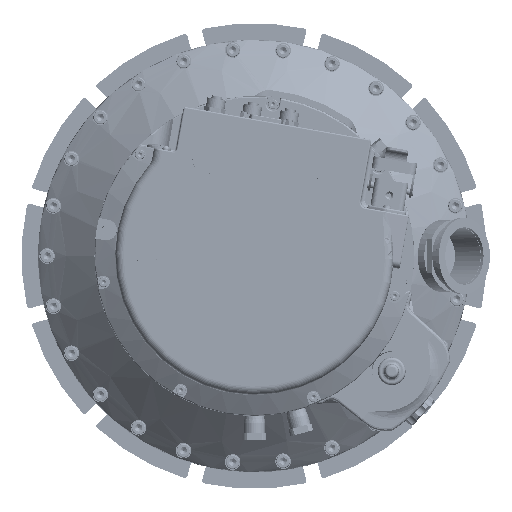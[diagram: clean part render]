
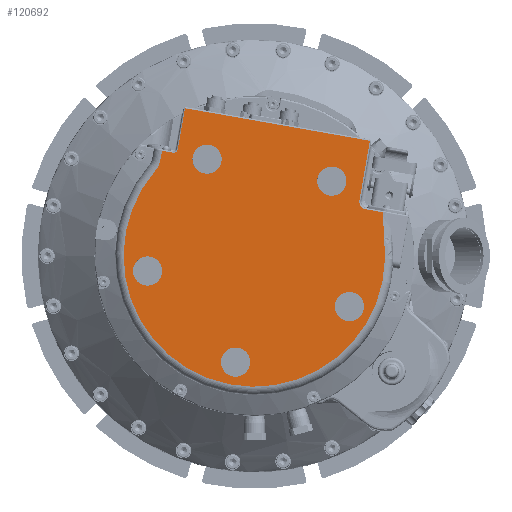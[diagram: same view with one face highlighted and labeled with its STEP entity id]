
A CAD part, front view. The second image highlights one B-rep face of the part: STEP entity #120692.
In plain terms, the highlighted planar face has unit normal (0, -1, 0).
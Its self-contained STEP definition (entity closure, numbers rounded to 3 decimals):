
#120531=CARTESIAN_POINT('',(-50.615,-79.5,107.421));
#120532=DIRECTION('',(0.0,-1.0,0.0));
#120533=DIRECTION('',(0.0,0.0,-1.0));
#120534=AXIS2_PLACEMENT_3D('',#120531,#120532,#120533);
#120535=PLANE('',#120534);
#120536=CARTESIAN_POINT('',(75.591,-79.5,39.981));
#120537=VERTEX_POINT('',#120536);
#120538=CARTESIAN_POINT('',(83.145,-79.5,82.82));
#120539=VERTEX_POINT('',#120538);
#120540=CARTESIAN_POINT('',(75.591,-79.5,39.981));
#120541=DIRECTION('',(0.174,0.,0.985));
#120542=VECTOR('',#120541,43.5);
#120543=LINE('',#120540,#120542);
#120544=EDGE_CURVE('',#120537,#120539,#120543,.T.);
#120545=ORIENTED_EDGE('',*,*,#120544,.T.);
#120546=CARTESIAN_POINT('',(-49.804,-79.5,106.263));
#120547=VERTEX_POINT('',#120546);
#120548=CARTESIAN_POINT('',(83.145,-79.5,82.82));
#120549=DIRECTION('',(-0.985,0.0,0.174));
#120550=VECTOR('',#120549,135.);
#120551=LINE('',#120548,#120550);
#120552=EDGE_CURVE('',#120539,#120547,#120551,.T.);
#120553=ORIENTED_EDGE('',*,*,#120552,.T.);
#120554=CARTESIAN_POINT('',(-55.014,-79.5,76.719));
#120555=VERTEX_POINT('',#120554);
#120556=CARTESIAN_POINT('',(-49.804,-79.5,106.263));
#120557=DIRECTION('',(-0.174,0.,-0.985));
#120558=VECTOR('',#120557,30.);
#120559=LINE('',#120556,#120558);
#120560=EDGE_CURVE('',#120547,#120555,#120559,.T.);
#120561=ORIENTED_EDGE('',*,*,#120560,.T.);
#120562=CARTESIAN_POINT('',(-58.489,-79.5,74.285));
#120563=VERTEX_POINT('',#120562);
#120564=CARTESIAN_POINT('',(-57.968,-79.5,77.24));
#120565=DIRECTION('',(0.,1.,0.));
#120566=DIRECTION('',(-0.985,0.,0.174));
#120567=AXIS2_PLACEMENT_3D('',#120564,#120565,#120566);
#120568=CIRCLE('',#120567,3.);
#120569=EDGE_CURVE('',#120555,#120563,#120568,.T.);
#120570=ORIENTED_EDGE('',*,*,#120569,.T.);
#120571=CARTESIAN_POINT('',(-66.368,-79.5,75.674));
#120572=VERTEX_POINT('',#120571);
#120573=CARTESIAN_POINT('',(-58.489,-79.5,74.285));
#120574=DIRECTION('',(-0.985,0.0,0.174));
#120575=VECTOR('',#120574,8.);
#120576=LINE('',#120573,#120575);
#120577=EDGE_CURVE('',#120563,#120572,#120576,.T.);
#120578=ORIENTED_EDGE('',*,*,#120577,.T.);
#120579=CARTESIAN_POINT('',(-67.531,-79.5,69.077));
#120580=VERTEX_POINT('',#120579);
#120581=CARTESIAN_POINT('',(-66.368,-79.5,75.674));
#120582=DIRECTION('',(-0.174,0.0,-0.985));
#120583=VECTOR('',#120582,6.699);
#120584=LINE('',#120581,#120583);
#120585=EDGE_CURVE('',#120572,#120580,#120584,.T.);
#120586=ORIENTED_EDGE('',*,*,#120585,.T.);
#120587=CARTESIAN_POINT('',(-71.173,-79.5,61.403));
#120588=VERTEX_POINT('',#120587);
#120589=CARTESIAN_POINT('',(-83.288,-79.5,71.855));
#120590=DIRECTION('',(0.,1.,0.));
#120591=DIRECTION('',(-0.985,0.,0.174));
#120592=AXIS2_PLACEMENT_3D('',#120589,#120590,#120591);
#120593=CIRCLE('',#120592,16.0);
#120594=EDGE_CURVE('',#120580,#120588,#120593,.T.);
#120595=ORIENTED_EDGE('',*,*,#120594,.T.);
#120596=CARTESIAN_POINT('',(93.978,-79.5,-2.033));
#120597=VERTEX_POINT('',#120596);
#120598=CARTESIAN_POINT('',(0.,-79.5,0.));
#120599=DIRECTION('',(0.,-1.0,0.));
#120600=DIRECTION('',(-0.985,0.,0.174));
#120601=AXIS2_PLACEMENT_3D('',#120598,#120599,#120600);
#120602=CIRCLE('',#120601,94.);
#120603=EDGE_CURVE('',#120588,#120597,#120602,.T.);
#120604=ORIENTED_EDGE('',*,*,#120603,.T.);
#120605=CARTESIAN_POINT('',(92.924,-79.5,31.34));
#120606=VERTEX_POINT('',#120605);
#120607=CARTESIAN_POINT('',(93.978,-79.5,-2.033));
#120608=CARTESIAN_POINT('',(94.099,-79.5,3.552));
#120609=CARTESIAN_POINT('',(93.753,-79.5,9.128));
#120610=CARTESIAN_POINT('',(93.036,-79.5,17.466));
#120611=CARTESIAN_POINT('',(92.762,-79.5,20.244));
#120612=CARTESIAN_POINT('',(92.493,-79.5,24.419));
#120613=CARTESIAN_POINT('',(92.427,-79.5,25.815));
#120614=CARTESIAN_POINT('',(92.455,-79.5,28.593));
#120615=CARTESIAN_POINT('',(92.503,-79.5,29.98));
#120616=CARTESIAN_POINT('',(92.924,-79.5,31.34));
#120617=B_SPLINE_CURVE_WITH_KNOTS('',3,(#120607,#120608,#120609,#120610,#120611,#120612,#120613,#120614,#120615,#120616),.UNSPECIFIED.,.F.,.U.,(4,2,2,2,4),(0.0,0.5,0.75,0.875,1.0),.UNSPECIFIED.);
#120618=EDGE_CURVE('',#120597,#120606,#120617,.T.);
#120619=ORIENTED_EDGE('',*,*,#120618,.T.);
#120620=CARTESIAN_POINT('',(80.052,-79.5,33.61));
#120621=VERTEX_POINT('',#120620);
#120622=CARTESIAN_POINT('',(92.924,-79.5,31.34));
#120623=DIRECTION('',(-0.985,0.0,0.174));
#120624=VECTOR('',#120623,13.07);
#120625=LINE('',#120622,#120624);
#120626=EDGE_CURVE('',#120606,#120621,#120625,.T.);
#120627=ORIENTED_EDGE('',*,*,#120626,.T.);
#120628=CARTESIAN_POINT('',(81.007,-79.5,39.026));
#120629=DIRECTION('',(0.,1.0,0.));
#120630=DIRECTION('',(-0.985,0.,0.174));
#120631=AXIS2_PLACEMENT_3D('',#120628,#120629,#120630);
#120632=CIRCLE('',#120631,5.5);
#120633=EDGE_CURVE('',#120621,#120537,#120632,.T.);
#120634=ORIENTED_EDGE('',*,*,#120633,.T.);
#120635=EDGE_LOOP('',(#120545,#120553,#120561,#120570,#120578,#120586,#120595,#120604,#120619,#120627,#120634));
#120636=FACE_OUTER_BOUND('',#120635,.T.);
#120637=CARTESIAN_POINT('',(-87.086,-79.5,-8.963));
#120638=VERTEX_POINT('',#120637);
#120639=CARTESIAN_POINT('',(-76.746,-79.5,-10.786));
#120640=DIRECTION('',(0.,-1.0,0.));
#120641=DIRECTION('',(-0.985,0.,0.174));
#120642=AXIS2_PLACEMENT_3D('',#120639,#120640,#120641);
#120643=CIRCLE('',#120642,10.5);
#120644=EDGE_CURVE('',#120638,#120638,#120643,.T.);
#120645=ORIENTED_EDGE('',*,*,#120644,.F.);
#120646=EDGE_LOOP('',(#120645));
#120647=FACE_BOUND('',#120646,.T.);
#120648=CARTESIAN_POINT('',(-44.314,-79.5,71.48));
#120649=VERTEX_POINT('',#120648);
#120650=CARTESIAN_POINT('',(-33.974,-79.5,69.657));
#120651=DIRECTION('',(0.,-1.0,0.));
#120652=DIRECTION('',(-0.985,0.,0.174));
#120653=AXIS2_PLACEMENT_3D('',#120650,#120651,#120652);
#120654=CIRCLE('',#120653,10.5);
#120655=EDGE_CURVE('',#120649,#120649,#120654,.T.);
#120656=ORIENTED_EDGE('',*,*,#120655,.F.);
#120657=EDGE_LOOP('',(#120656));
#120658=FACE_BOUND('',#120657,.T.);
#120659=CARTESIAN_POINT('',(45.408,-79.5,55.659));
#120660=VERTEX_POINT('',#120659);
#120661=CARTESIAN_POINT('',(55.749,-79.5,53.836));
#120662=DIRECTION('',(0.,-1.0,0.));
#120663=DIRECTION('',(-0.985,0.,0.174));
#120664=AXIS2_PLACEMENT_3D('',#120661,#120662,#120663);
#120665=CIRCLE('',#120664,10.5);
#120666=EDGE_CURVE('',#120660,#120660,#120665,.T.);
#120667=ORIENTED_EDGE('',*,*,#120666,.F.);
#120668=EDGE_LOOP('',(#120667));
#120669=FACE_BOUND('',#120668,.T.);
#120670=CARTESIAN_POINT('',(58.088,-79.5,-34.561));
#120671=VERTEX_POINT('',#120670);
#120672=CARTESIAN_POINT('',(68.428,-79.5,-36.384));
#120673=DIRECTION('',(0.,-1.0,0.));
#120674=DIRECTION('',(-0.985,0.,0.174));
#120675=AXIS2_PLACEMENT_3D('',#120672,#120673,#120674);
#120676=CIRCLE('',#120675,10.5);
#120677=EDGE_CURVE('',#120671,#120671,#120676,.T.);
#120678=ORIENTED_EDGE('',*,*,#120677,.F.);
#120679=EDGE_LOOP('',(#120678));
#120680=FACE_BOUND('',#120679,.T.);
#120681=CARTESIAN_POINT('',(-23.798,-79.5,-74.499));
#120682=VERTEX_POINT('',#120681);
#120683=CARTESIAN_POINT('',(-13.458,-79.5,-76.323));
#120684=DIRECTION('',(0.,-1.0,0.));
#120685=DIRECTION('',(-0.985,0.,0.174));
#120686=AXIS2_PLACEMENT_3D('',#120683,#120684,#120685);
#120687=CIRCLE('',#120686,10.5);
#120688=EDGE_CURVE('',#120682,#120682,#120687,.T.);
#120689=ORIENTED_EDGE('',*,*,#120688,.F.);
#120690=EDGE_LOOP('',(#120689));
#120691=FACE_BOUND('',#120690,.T.);
#120692=ADVANCED_FACE('',(#120636,#120647,#120658,#120669,#120680,#120691),#120535,.T.);
